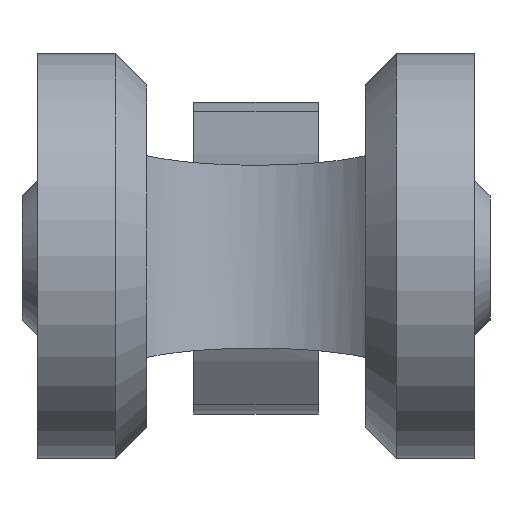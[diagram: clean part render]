
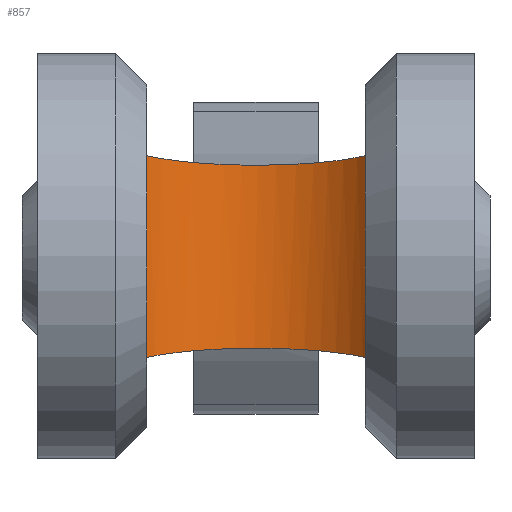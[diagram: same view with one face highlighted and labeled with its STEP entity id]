
A CAD part, top view. The second image highlights one B-rep face of the part: STEP entity #857.
In plain terms, the highlighted cylindrical face has radius 44.45 mm (diameter 88.9 mm), a partial arc.
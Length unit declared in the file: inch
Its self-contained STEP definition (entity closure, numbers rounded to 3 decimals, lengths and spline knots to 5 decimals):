
#65=FACE_OUTER_BOUND('',#115,.T.);
#115=EDGE_LOOP('',(#617,#618,#619,#620));
#158=B_SPLINE_CURVE_WITH_KNOTS('',3,(#1307,#1308,#1309,#1310,#1311,#1312,
#1313,#1314,#1315,#1316,#1317,#1318,#1319,#1320,#1321,#1322,#1323,#1324,
#1325,#1326,#1327,#1328,#1329,#1330,#1331,#1332,#1333,#1334,#1335,#1336,
#1337,#1338,#1339,#1340,#1341,#1342,#1343,#1344,#1345,#1346),
 .UNSPECIFIED.,.F.,.F.,(4,3,3,3,3,3,3,3,3,3,3,3,3,4),(-5.88321,
-5.77238,-5.49697,-5.04631,-4.8639,
-4.49893,-4.06141,-3.84012,-3.57299,
-3.13554,-2.95579,-2.61288,-2.16264,
-1.98671),.UNSPECIFIED.);
#167=B_SPLINE_CURVE_WITH_KNOTS('',3,(#1532,#1533,#1534,#1535,#1536,#1537,
#1538,#1539,#1540,#1541,#1542,#1543,#1544,#1545,#1546,#1547,#1548,#1549,
#1550,#1551,#1552,#1553,#1554,#1555,#1556,#1557,#1558,#1559,#1560,#1561,
#1562,#1563,#1564,#1565,#1566,#1567,#1568,#1569,#1570,#1571),
 .UNSPECIFIED.,.F.,.F.,(4,3,3,3,3,3,3,3,3,3,3,3,3,4),(-5.88321,
-5.77238,-5.49697,-5.04631,-4.8639,
-4.49893,-4.06141,-3.84012,-3.57299,
-3.13554,-2.95579,-2.61288,-2.16264,
-1.98671),.UNSPECIFIED.);
#261=LINE('',#1589,#299);
#262=LINE('',#1590,#300);
#299=VECTOR('',#1133,137.79528);
#300=VECTOR('',#1134,137.79528);
#323=VERTEX_POINT('',#1304);
#324=VERTEX_POINT('',#1306);
#365=VERTEX_POINT('',#1529);
#366=VERTEX_POINT('',#1531);
#414=EDGE_CURVE('',#324,#323,#158,.T.);
#464=EDGE_CURVE('',#366,#365,#167,.T.);
#473=EDGE_CURVE('',#366,#323,#261,.T.);
#474=EDGE_CURVE('',#365,#324,#262,.T.);
#617=ORIENTED_EDGE('',*,*,#473,.F.);
#618=ORIENTED_EDGE('',*,*,#464,.T.);
#619=ORIENTED_EDGE('',*,*,#474,.T.);
#620=ORIENTED_EDGE('',*,*,#414,.T.);
#793=CYLINDRICAL_SURFACE('',#952,1.75);
#857=ADVANCED_FACE('',(#65),#793,.F.);
#952=AXIS2_PLACEMENT_3D('',#1588,#1131,#1132);
#1131=DIRECTION('center_axis',(0.,1.,0.));
#1132=DIRECTION('ref_axis',(0.,0.,-1.));
#1133=DIRECTION('',(0.,-1.,0.));
#1134=DIRECTION('',(0.,-1.,0.));
#1304=CARTESIAN_POINT('',(1.75,-1.47688,-2.44986));
#1306=CARTESIAN_POINT('',(-1.75,-1.47688,-2.44986));
#1307=CARTESIAN_POINT('Ctrl Pts',(-1.75,-1.47688,-2.44986));
#1308=CARTESIAN_POINT('Ctrl Pts',(-1.75,-1.4609,-2.49864));
#1309=CARTESIAN_POINT('Ctrl Pts',(-1.74798,-1.44516,-2.54754));
#1310=CARTESIAN_POINT('Ctrl Pts',(-1.74378,-1.42948,-2.59726));
#1311=CARTESIAN_POINT('Ctrl Pts',(-1.73334,-1.3905,-2.72079));
#1312=CARTESIAN_POINT('Ctrl Pts',(-1.70918,-1.35252,-2.84732));
#1313=CARTESIAN_POINT('Ctrl Pts',(-1.67064,-1.31728,-2.97089));
#1314=CARTESIAN_POINT('Ctrl Pts',(-1.60758,-1.25963,-3.17311));
#1315=CARTESIAN_POINT('Ctrl Pts',(-1.50508,-1.20947,-3.3672));
#1316=CARTESIAN_POINT('Ctrl Pts',(-1.37499,-1.16969,-3.53243));
#1317=CARTESIAN_POINT('Ctrl Pts',(-1.32234,-1.15358,-3.59931));
#1318=CARTESIAN_POINT('Ctrl Pts',(-1.26607,-1.13927,-3.66089));
#1319=CARTESIAN_POINT('Ctrl Pts',(-1.20567,-1.12627,-3.71831));
#1320=CARTESIAN_POINT('Ctrl Pts',(-1.0848,-1.10025,-3.8332));
#1321=CARTESIAN_POINT('Ctrl Pts',(-0.94039,-1.07849,
-3.93633));
#1322=CARTESIAN_POINT('Ctrl Pts',(-0.7821,-1.06238,
-4.01541));
#1323=CARTESIAN_POINT('Ctrl Pts',(-0.59234,-1.04307,
-4.11021));
#1324=CARTESIAN_POINT('Ctrl Pts',(-0.38245,-1.03176,
-4.17009));
#1325=CARTESIAN_POINT('Ctrl Pts',(-0.17658,-1.02778,
-4.19097));
#1326=CARTESIAN_POINT('Ctrl Pts',(-0.07246,-1.02577,
-4.20153));
#1327=CARTESIAN_POINT('Ctrl Pts',(0.02853,-1.02554,-4.20276));
#1328=CARTESIAN_POINT('Ctrl Pts',(0.13223,-1.02704,-4.1949));
#1329=CARTESIAN_POINT('Ctrl Pts',(0.25743,-1.02884,-4.18541));
#1330=CARTESIAN_POINT('Ctrl Pts',(0.38509,-1.03329,-4.16193));
#1331=CARTESIAN_POINT('Ctrl Pts',(0.50914,-1.04067,-4.1242));
#1332=CARTESIAN_POINT('Ctrl Pts',(0.71228,-1.05274,-4.06243));
#1333=CARTESIAN_POINT('Ctrl Pts',(0.90544,-1.07285,-3.96159));
#1334=CARTESIAN_POINT('Ctrl Pts',(1.06877,-1.10023,-3.83562));
#1335=CARTESIAN_POINT('Ctrl Pts',(1.13588,-1.11149,-3.78386));
#1336=CARTESIAN_POINT('Ctrl Pts',(1.19739,-1.12377,-3.72875));
#1337=CARTESIAN_POINT('Ctrl Pts',(1.25455,-1.1373,-3.66998));
#1338=CARTESIAN_POINT('Ctrl Pts',(1.36358,-1.1631,-3.55787));
#1339=CARTESIAN_POINT('Ctrl Pts',(1.46118,-1.19482,-3.42654));
#1340=CARTESIAN_POINT('Ctrl Pts',(1.53858,-1.23199,-3.28371));
#1341=CARTESIAN_POINT('Ctrl Pts',(1.64021,-1.2808,-3.09618));
#1342=CARTESIAN_POINT('Ctrl Pts',(1.70648,-1.33926,-2.88884));
#1343=CARTESIAN_POINT('Ctrl Pts',(1.73412,-1.40208,-2.68511));
#1344=CARTESIAN_POINT('Ctrl Pts',(1.74492,-1.42662,-2.6055));
#1345=CARTESIAN_POINT('Ctrl Pts',(1.75,-1.45153,-2.52722));
#1346=CARTESIAN_POINT('Ctrl Pts',(1.75,-1.47688,-2.44986));
#1529=CARTESIAN_POINT('',(-1.75,1.4787,-2.45014));
#1531=CARTESIAN_POINT('',(1.75,1.4787,-2.45014));
#1532=CARTESIAN_POINT('Ctrl Pts',(1.75,1.4787,-2.45014));
#1533=CARTESIAN_POINT('Ctrl Pts',(1.75,1.4627,-2.49891));
#1534=CARTESIAN_POINT('Ctrl Pts',(1.74798,1.44696,-2.54781));
#1535=CARTESIAN_POINT('Ctrl Pts',(1.74378,1.43127,-2.59752));
#1536=CARTESIAN_POINT('Ctrl Pts',(1.73334,1.39226,-2.72105));
#1537=CARTESIAN_POINT('Ctrl Pts',(1.70918,1.35426,-2.84757));
#1538=CARTESIAN_POINT('Ctrl Pts',(1.67064,1.319,-2.97114));
#1539=CARTESIAN_POINT('Ctrl Pts',(1.60758,1.26131,-3.17334));
#1540=CARTESIAN_POINT('Ctrl Pts',(1.50508,1.21112,-3.36742));
#1541=CARTESIAN_POINT('Ctrl Pts',(1.37499,1.1713,-3.53265));
#1542=CARTESIAN_POINT('Ctrl Pts',(1.32234,1.15519,-3.59952));
#1543=CARTESIAN_POINT('Ctrl Pts',(1.26607,1.14086,-3.6611));
#1544=CARTESIAN_POINT('Ctrl Pts',(1.20567,1.12785,-3.71852));
#1545=CARTESIAN_POINT('Ctrl Pts',(1.0848,1.10181,-3.8334));
#1546=CARTESIAN_POINT('Ctrl Pts',(0.94039,1.08003,-3.93653));
#1547=CARTESIAN_POINT('Ctrl Pts',(0.7821,1.06391,-4.01561));
#1548=CARTESIAN_POINT('Ctrl Pts',(0.59234,1.04458,-4.11041));
#1549=CARTESIAN_POINT('Ctrl Pts',(0.38245,1.03326,-4.17028));
#1550=CARTESIAN_POINT('Ctrl Pts',(0.17658,1.02928,-4.19116));
#1551=CARTESIAN_POINT('Ctrl Pts',(0.07246,1.02726,-4.20172));
#1552=CARTESIAN_POINT('Ctrl Pts',(-0.02853,1.02703,
-4.20295));
#1553=CARTESIAN_POINT('Ctrl Pts',(-0.13223,1.02853,-4.19509));
#1554=CARTESIAN_POINT('Ctrl Pts',(-0.25743,1.03033,-4.18561));
#1555=CARTESIAN_POINT('Ctrl Pts',(-0.38509,1.03479,-4.16212));
#1556=CARTESIAN_POINT('Ctrl Pts',(-0.50914,1.04217,-4.1244));
#1557=CARTESIAN_POINT('Ctrl Pts',(-0.71228,1.05426,-4.06262));
#1558=CARTESIAN_POINT('Ctrl Pts',(-0.90544,1.07438,-3.96179));
#1559=CARTESIAN_POINT('Ctrl Pts',(-1.06877,1.10179,-3.83582));
#1560=CARTESIAN_POINT('Ctrl Pts',(-1.13588,1.11306,-3.78406));
#1561=CARTESIAN_POINT('Ctrl Pts',(-1.19739,1.12535,-3.72896));
#1562=CARTESIAN_POINT('Ctrl Pts',(-1.25455,1.13889,-3.67019));
#1563=CARTESIAN_POINT('Ctrl Pts',(-1.36358,1.16471,-3.55808));
#1564=CARTESIAN_POINT('Ctrl Pts',(-1.46118,1.19645,-3.42676));
#1565=CARTESIAN_POINT('Ctrl Pts',(-1.53858,1.23365,-3.28394));
#1566=CARTESIAN_POINT('Ctrl Pts',(-1.64021,1.28249,-3.09642));
#1567=CARTESIAN_POINT('Ctrl Pts',(-1.70648,1.341,-2.88909));
#1568=CARTESIAN_POINT('Ctrl Pts',(-1.73412,1.40385,-2.68537));
#1569=CARTESIAN_POINT('Ctrl Pts',(-1.74492,1.42841,-2.60576));
#1570=CARTESIAN_POINT('Ctrl Pts',(-1.75,1.45333,-2.52749));
#1571=CARTESIAN_POINT('Ctrl Pts',(-1.75,1.4787,-2.45014));
#1588=CARTESIAN_POINT('Origin',(0.,2.62591,-2.45024));
#1589=CARTESIAN_POINT('',(1.75,2.62591,-2.45024));
#1590=CARTESIAN_POINT('',(-1.75,2.62591,-2.45024));
